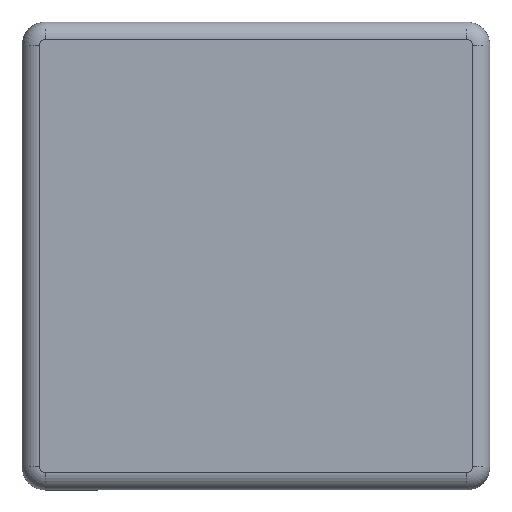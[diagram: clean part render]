
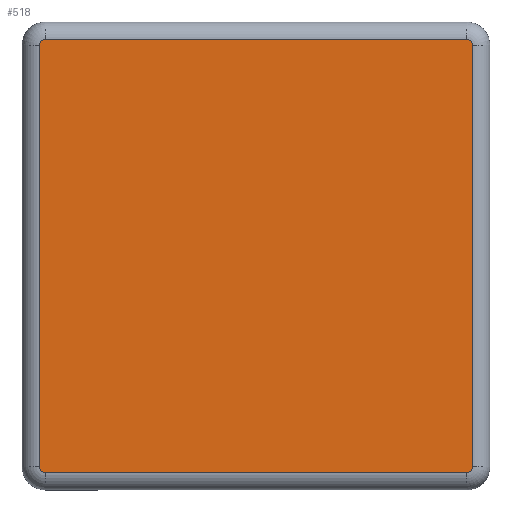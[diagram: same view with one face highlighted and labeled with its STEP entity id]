
A CAD part, front view. The second image highlights one B-rep face of the part: STEP entity #518.
In plain terms, the highlighted planar face has unit normal (0, -1, 0).
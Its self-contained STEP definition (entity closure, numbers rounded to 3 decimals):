
#11 = CARTESIAN_POINT ( 'NONE',  ( 37., -4., 40. ) ) ;
#17 = EDGE_LOOP ( 'NONE', ( #336, #113, #723, #447, #599, #27, #316, #235 ) ) ;
#27 = ORIENTED_EDGE ( 'NONE', *, *, #46, .F. ) ;
#30 = LINE ( 'NONE', #530, #205 ) ;
#46 = EDGE_CURVE ( 'NONE', #267, #275, #152, .T. ) ;
#51 = CARTESIAN_POINT ( 'NONE',  ( 40., -4., -37. ) ) ;
#80 = CARTESIAN_POINT ( 'NONE',  ( 36., -4., 36. ) ) ;
#91 = CARTESIAN_POINT ( 'NONE',  ( 36., -4., -37. ) ) ;
#103 = AXIS2_PLACEMENT_3D ( 'NONE', #272, #520, #601 ) ;
#113 = ORIENTED_EDGE ( 'NONE', *, *, #191, .F. ) ;
#123 = VERTEX_POINT ( 'NONE', #478 ) ;
#135 = DIRECTION ( 'NONE',  ( 0., 0., -1. ) ) ;
#152 = CIRCLE ( 'NONE', #103, 1. ) ;
#153 = DIRECTION ( 'NONE',  ( 0., 1., 0. ) ) ;
#156 = DIRECTION ( 'NONE',  ( 0., 1., 0. ) ) ;
#164 = CARTESIAN_POINT ( 'NONE',  ( -36., -4., -37. ) ) ;
#185 = VERTEX_POINT ( 'NONE', #539 ) ;
#190 = DIRECTION ( 'NONE',  ( -1., 0., 0. ) ) ;
#191 = EDGE_CURVE ( 'NONE', #123, #538, #738, .T. ) ;
#193 = DIRECTION ( 'NONE',  ( 0., 1., 0. ) ) ;
#205 = VECTOR ( 'NONE', #611, 1000. ) ;
#207 = FACE_OUTER_BOUND ( 'NONE', #17, .T. ) ;
#216 = CARTESIAN_POINT ( 'NONE',  ( -36., -4., -36. ) ) ;
#228 = AXIS2_PLACEMENT_3D ( 'NONE', #665, #193, #659 ) ;
#235 = ORIENTED_EDGE ( 'NONE', *, *, #698, .F. ) ;
#242 = LINE ( 'NONE', #249, #712 ) ;
#249 = CARTESIAN_POINT ( 'NONE',  ( 40., -4., 37. ) ) ;
#266 = CARTESIAN_POINT ( 'NONE',  ( 36., -4., 37. ) ) ;
#267 = VERTEX_POINT ( 'NONE', #697 ) ;
#272 = CARTESIAN_POINT ( 'NONE',  ( 36., -4., -36. ) ) ;
#275 = VERTEX_POINT ( 'NONE', #91 ) ;
#312 = AXIS2_PLACEMENT_3D ( 'NONE', #216, #815, #135 ) ;
#316 = ORIENTED_EDGE ( 'NONE', *, *, #651, .F. ) ;
#336 = ORIENTED_EDGE ( 'NONE', *, *, #372, .F. ) ;
#372 = EDGE_CURVE ( 'NONE', #538, #528, #242, .T. ) ;
#375 = CIRCLE ( 'NONE', #312, 1. ) ;
#380 = AXIS2_PLACEMENT_3D ( 'NONE', #699, #156, #624 ) ;
#381 = PLANE ( 'NONE',  #228 ) ;
#421 = VECTOR ( 'NONE', #753, 1000. ) ;
#425 = VERTEX_POINT ( 'NONE', #164 ) ;
#444 = CARTESIAN_POINT ( 'NONE',  ( -37., -4., -36. ) ) ;
#447 = ORIENTED_EDGE ( 'NONE', *, *, #657, .F. ) ;
#476 = LINE ( 'NONE', #11, #421 ) ;
#478 = CARTESIAN_POINT ( 'NONE',  ( -37., -4., 36. ) ) ;
#515 = EDGE_CURVE ( 'NONE', #275, #425, #729, .T. ) ;
#518 = ADVANCED_FACE ( 'NONE', ( #207 ), #381, .F. ) ;
#520 = DIRECTION ( 'NONE',  ( 0., 1., 0. ) ) ;
#528 = VERTEX_POINT ( 'NONE', #266 ) ;
#530 = CARTESIAN_POINT ( 'NONE',  ( -37., -4., 40. ) ) ;
#538 = VERTEX_POINT ( 'NONE', #579 ) ;
#539 = CARTESIAN_POINT ( 'NONE',  ( 37., -4., 36. ) ) ;
#579 = CARTESIAN_POINT ( 'NONE',  ( -36., -4., 37. ) ) ;
#599 = ORIENTED_EDGE ( 'NONE', *, *, #515, .F. ) ;
#601 = DIRECTION ( 'NONE',  ( 1., 0., 0. ) ) ;
#611 = DIRECTION ( 'NONE',  ( 0., 0., 1. ) ) ;
#624 = DIRECTION ( 'NONE',  ( 1., 0., 0. ) ) ;
#642 = DIRECTION ( 'NONE',  ( 1., 0., 0. ) ) ;
#651 = EDGE_CURVE ( 'NONE', #185, #267, #476, .T. ) ;
#657 = EDGE_CURVE ( 'NONE', #425, #835, #375, .T. ) ;
#659 = DIRECTION ( 'NONE',  ( 0., 0., 1. ) ) ;
#665 = CARTESIAN_POINT ( 'NONE',  ( 0., -4., 0. ) ) ;
#671 = EDGE_CURVE ( 'NONE', #835, #123, #30, .T. ) ;
#697 = CARTESIAN_POINT ( 'NONE',  ( 37., -4., -36. ) ) ;
#698 = EDGE_CURVE ( 'NONE', #528, #185, #832, .T. ) ;
#699 = CARTESIAN_POINT ( 'NONE',  ( -36., -4., 36. ) ) ;
#712 = VECTOR ( 'NONE', #642, 1000. ) ;
#721 = VECTOR ( 'NONE', #190, 1000. ) ;
#723 = ORIENTED_EDGE ( 'NONE', *, *, #671, .F. ) ;
#729 = LINE ( 'NONE', #51, #721 ) ;
#738 = CIRCLE ( 'NONE', #380, 1. ) ;
#753 = DIRECTION ( 'NONE',  ( 0., 0., -1. ) ) ;
#762 = DIRECTION ( 'NONE',  ( 0., 0., -1. ) ) ;
#766 = AXIS2_PLACEMENT_3D ( 'NONE', #80, #153, #762 ) ;
#815 = DIRECTION ( 'NONE',  ( 0., 1., 0. ) ) ;
#832 = CIRCLE ( 'NONE', #766, 1. ) ;
#835 = VERTEX_POINT ( 'NONE', #444 ) ;
